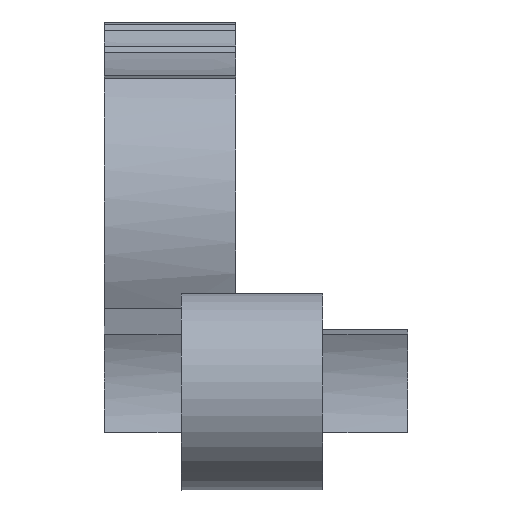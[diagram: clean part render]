
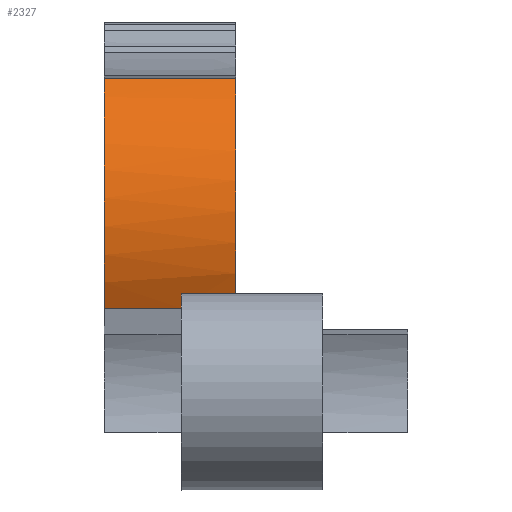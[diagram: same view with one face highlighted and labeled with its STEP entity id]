
A CAD part, left-side view. The second image highlights one B-rep face of the part: STEP entity #2327.
In plain terms, the highlighted cylindrical face has radius 10 mm (diameter 20 mm), a partial arc.
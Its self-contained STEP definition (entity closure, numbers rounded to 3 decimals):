
#445=CARTESIAN_POINT('',(-80.414,195.635,7.322));
#446=DIRECTION('',(0.,-1.,0.));
#447=DIRECTION('',(-0.593,0.,0.805));
#448=AXIS2_PLACEMENT_3D('',#445,#446,#447);
#599=CARTESIAN_POINT('',(-80.414,202.94,7.322));
#600=DIRECTION('',(0.,1.,0.));
#601=DIRECTION('',(-0.879,0.,-0.477));
#602=AXIS2_PLACEMENT_3D('',#599,#600,#601);
#1015=DIRECTION('',(0.,1.,0.));
#1016=VECTOR('',#1015,7.305);
#1017=CARTESIAN_POINT('',(-86.347,195.635,15.371));
#1018=LINE('',#1017,#1016);
#1019=DIRECTION('',(0.,-1.,0.));
#1020=VECTOR('',#1019,3.);
#1021=CARTESIAN_POINT('',(-88.463,198.635,1.388));
#1022=LINE('',#1021,#1020);
#1110=DIRECTION('',(0.,1.,0.));
#1111=VECTOR('',#1110,4.305);
#1112=CARTESIAN_POINT('',(-89.201,198.635,2.549));
#1113=LINE('',#1112,#1111);
#1122=CARTESIAN_POINT('',(-80.414,198.635,7.322));
#1123=DIRECTION('',(0.,1.,0.));
#1124=DIRECTION('',(-0.805,0.,-0.593));
#1125=AXIS2_PLACEMENT_3D('',#1122,#1123,#1124);
#1574=CARTESIAN_POINT('',(-86.347,195.635,15.371));
#1575=VERTEX_POINT('',#1574);
#1576=CARTESIAN_POINT('',(-88.463,195.635,1.388));
#1577=VERTEX_POINT('',#1576);
#1678=CARTESIAN_POINT('',(-86.347,202.94,15.371));
#1679=VERTEX_POINT('',#1678);
#1692=CARTESIAN_POINT('',(-89.201,202.94,2.549));
#1693=VERTEX_POINT('',#1692);
#1704=CARTESIAN_POINT('',(-89.201,198.635,2.549));
#1705=VERTEX_POINT('',#1704);
#1708=CARTESIAN_POINT('',(-88.463,198.635,1.388));
#1709=VERTEX_POINT('',#1708);
#2311=CARTESIAN_POINT('',(-80.414,202.94,7.322));
#2312=DIRECTION('',(0.,-1.,0.));
#2313=DIRECTION('',(-0.996,0.,-0.087));
#2314=AXIS2_PLACEMENT_3D('',#2311,#2312,#2313);
#2315=CYLINDRICAL_SURFACE('',#2314,10.);
#2316=ORIENTED_EDGE('',*,*,#2081,.T.);
#2317=ORIENTED_EDGE('',*,*,#2305,.F.);
#2318=ORIENTED_EDGE('',*,*,#1962,.T.);
#2320=ORIENTED_EDGE('',*,*,#2319,.F.);
#2322=ORIENTED_EDGE('',*,*,#2321,.T.);
#2324=ORIENTED_EDGE('',*,*,#2323,.T.);
#2325=EDGE_LOOP('',(#2316,#2317,#2318,#2320,#2322,#2324));
#2326=FACE_OUTER_BOUND('',#2325,.F.);
#449=CIRCLE('',#448,10.);
#603=CIRCLE('',#602,10.);
#1126=CIRCLE('',#1125,10.);
#1962=EDGE_CURVE('',#1575,#1577,#449,.T.);
#2081=EDGE_CURVE('',#1693,#1679,#603,.T.);
#2305=EDGE_CURVE('',#1575,#1679,#1018,.T.);
#2319=EDGE_CURVE('',#1709,#1577,#1022,.T.);
#2321=EDGE_CURVE('',#1709,#1705,#1126,.T.);
#2323=EDGE_CURVE('',#1705,#1693,#1113,.T.);
#2327=ADVANCED_FACE('',(#2326),#2315,.T.);
